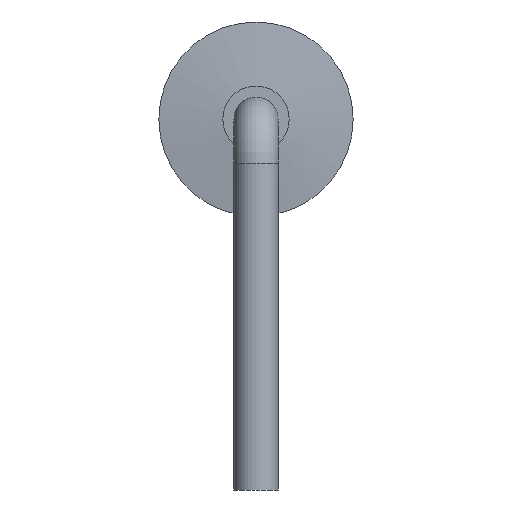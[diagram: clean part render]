
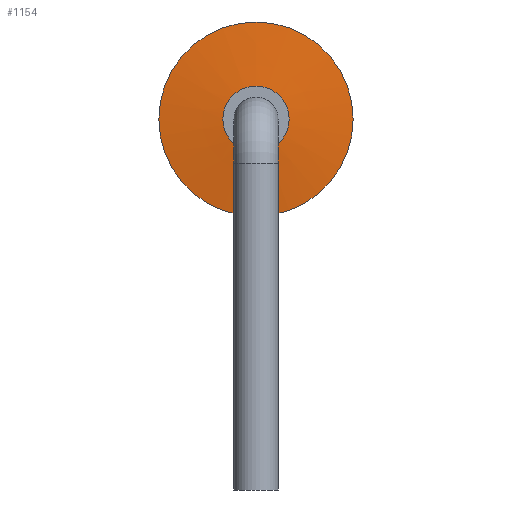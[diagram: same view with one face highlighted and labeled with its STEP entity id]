
A CAD part, left-side view. The second image highlights one B-rep face of the part: STEP entity #1154.
In plain terms, the highlighted face is a revolution surface.
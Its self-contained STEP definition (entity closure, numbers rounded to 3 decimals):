
#1141 = EDGE_CURVE('',#1142,#1142,#1144,.T.);
#1142 = VERTEX_POINT('',#1143);
#1143 = CARTESIAN_POINT('',(2.43,1.575,0.));
#1144 = CIRCLE('',#1145,0.375);
#1145 = AXIS2_PLACEMENT_3D('',#1146,#1147,#1148);
#1146 = CARTESIAN_POINT('',(2.43,1.2,0.));
#1147 = DIRECTION('',(1.,0.,0.));
#1148 = DIRECTION('',(0.,1.,0.));
#1154 = ADVANCED_FACE('',(#1155),#1175,.F.);
#1155 = FACE_BOUND('',#1156,.F.);
#1156 = EDGE_LOOP('',(#1157,#1166,#1173,#1174));
#1157 = ORIENTED_EDGE('',*,*,#1158,.T.);
#1158 = EDGE_CURVE('',#1159,#1159,#1161,.T.);
#1159 = VERTEX_POINT('',#1160);
#1160 = CARTESIAN_POINT('',(2.51,2.3,0.));
#1161 = CIRCLE('',#1162,1.1);
#1162 = AXIS2_PLACEMENT_3D('',#1163,#1164,#1165);
#1163 = CARTESIAN_POINT('',(2.51,1.2,0.));
#1164 = DIRECTION('',(1.,0.,0.));
#1165 = DIRECTION('',(0.,1.,0.));
#1166 = ORIENTED_EDGE('',*,*,#1167,.T.);
#1167 = EDGE_CURVE('',#1159,#1142,#1168,.T.);
#1168 = CIRCLE('',#1169,212.162);
#1169 = AXIS2_PLACEMENT_3D('',#1170,#1171,#1172);
#1170 = CARTESIAN_POINT('',(213.368,-21.189,
    0.));
#1171 = DIRECTION('',(-0.,0.,1.));
#1172 = DIRECTION('',(1.,0.,0.));
#1173 = ORIENTED_EDGE('',*,*,#1141,.F.);
#1174 = ORIENTED_EDGE('',*,*,#1167,.F.);
#1175 = SURFACE_OF_REVOLUTION('',#1176,#1181);
#1176 = CIRCLE('',#1177,212.162);
#1177 = AXIS2_PLACEMENT_3D('',#1178,#1179,#1180);
#1178 = CARTESIAN_POINT('',(213.368,-21.189,
    0.));
#1179 = DIRECTION('',(-0.,0.,1.));
#1180 = DIRECTION('',(1.,0.,0.));
#1181 = AXIS1_PLACEMENT('',#1182,#1183);
#1182 = CARTESIAN_POINT('',(2.43,1.2,0.));
#1183 = DIRECTION('',(1.,0.,0.));
